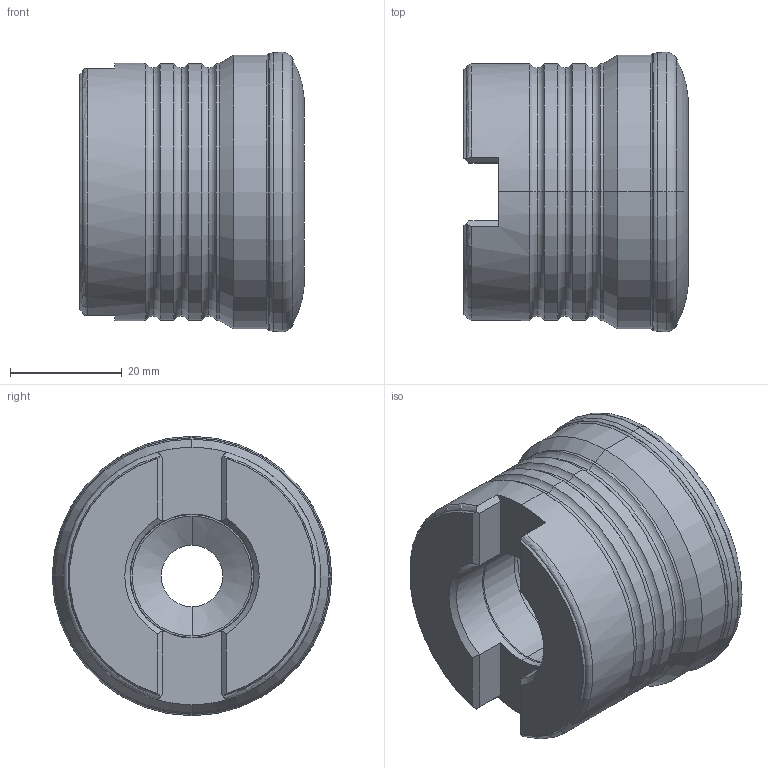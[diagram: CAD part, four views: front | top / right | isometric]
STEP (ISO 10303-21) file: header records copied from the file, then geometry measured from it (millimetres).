
FILE_DESCRIPTION (( 'STEP AP214' ), '1' );
FILE_NAME ('00PP-050-545-4.STEP', '2011-10-11T14:28:11', ( '' ), ( '' ), 'SwSTEP 2.0', 'SolidWorks 2010', '' );
FILE_SCHEMA (( 'AUTOMOTIVE_DESIGN' ));
Length unit declared in the file: millimetre
Products named in the file (1): 00PP-050-545-4
Bounding box: 40.23 x 50 x 50 mm (x, y, z)
Volume: 55227.8 mm3; surface area: 11552.9 mm2
Topology: 1 solids, 1 shells, 91 faces, 204 edges, 116 vertices
Faces by surface type: torus 28, cylinder 22, cone 22, plane 19
Entity records: 2580 total; most frequent: CARTESIAN_POINT 488, DIRECTION 480, ORIENTED_EDGE 408, EDGE_CURVE 204, AXIS2_PLACEMENT_3D 204, VERTEX_POINT 116, CIRCLE 112, EDGE_LOOP 94
